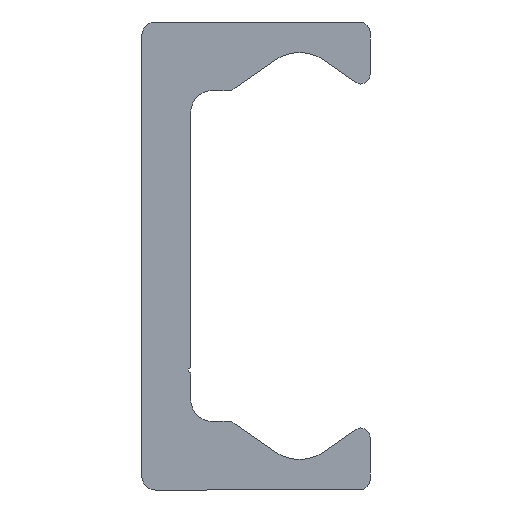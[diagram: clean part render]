
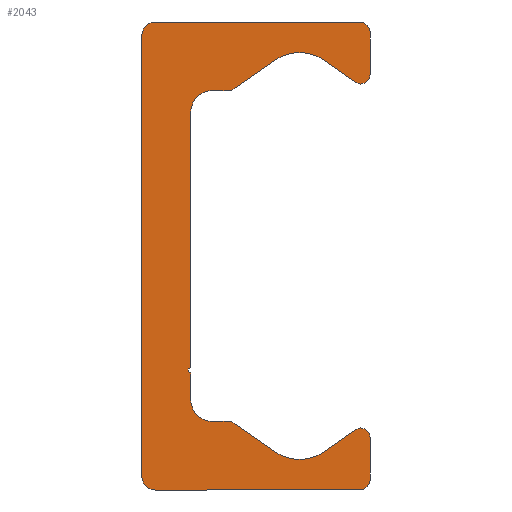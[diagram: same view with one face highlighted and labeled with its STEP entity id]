
A CAD part, left-side view. The second image highlights one B-rep face of the part: STEP entity #2043.
In plain terms, the highlighted planar face has unit normal (-1, 0, 0).
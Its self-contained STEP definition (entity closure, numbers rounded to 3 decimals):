
#1104=CARTESIAN_POINT('',(0.0,9.25,-21.5));
#1105=VERTEX_POINT('',#1104);
#1112=CARTESIAN_POINT('',(0.0,10.5,-20.25));
#1113=VERTEX_POINT('',#1112);
#1114=CARTESIAN_POINT('',(0.0,9.25,-20.25));
#1115=DIRECTION('',(1.0,0.0,0.0));
#1116=DIRECTION('',(0.0,0.0,-1.0));
#1117=AXIS2_PLACEMENT_3D('',#1114,#1115,#1116);
#1118=CIRCLE('',#1117,1.25);
#1119=EDGE_CURVE('',#1105,#1113,#1118,.T.);
#1143=CARTESIAN_POINT('',(0.0,-9.5,-21.5));
#1144=VERTEX_POINT('',#1143);
#1151=CARTESIAN_POINT('',(0.0,-9.5,-21.5));
#1152=DIRECTION('',(0.0,1.0,0.0));
#1153=VECTOR('',#1152,18.75);
#1154=LINE('',#1151,#1153);
#1155=EDGE_CURVE('',#1144,#1105,#1154,.T.);
#1175=CARTESIAN_POINT('',(0.0,-10.5,-20.5));
#1176=VERTEX_POINT('',#1175);
#1183=CARTESIAN_POINT('',(0.0,-9.5,-20.5));
#1184=DIRECTION('',(1.0,0.0,0.0));
#1185=DIRECTION('',(0.0,-1.0,0.0));
#1186=AXIS2_PLACEMENT_3D('',#1183,#1184,#1185);
#1187=CIRCLE('',#1186,1.0);
#1188=EDGE_CURVE('',#1176,#1144,#1187,.T.);
#1207=CARTESIAN_POINT('',(0.0,-10.5,-16.65));
#1208=VERTEX_POINT('',#1207);
#1215=CARTESIAN_POINT('',(0.0,-10.5,-16.65));
#1216=DIRECTION('',(0.0,0.0,-1.0));
#1217=VECTOR('',#1216,3.85);
#1218=LINE('',#1215,#1217);
#1219=EDGE_CURVE('',#1208,#1176,#1218,.T.);
#1239=CARTESIAN_POINT('',(0.0,-9.162,-15.954));
#1240=VERTEX_POINT('',#1239);
#1247=CARTESIAN_POINT('',(0.0,-9.65,-16.65));
#1248=DIRECTION('',(1.0,0.0,0.0));
#1249=DIRECTION('',(0.0,0.574,0.819));
#1250=AXIS2_PLACEMENT_3D('',#1247,#1248,#1249);
#1251=CIRCLE('',#1250,0.85);
#1252=EDGE_CURVE('',#1240,#1208,#1251,.T.);
#1271=CARTESIAN_POINT('',(0.0,-6.294,-17.962));
#1272=VERTEX_POINT('',#1271);
#1279=CARTESIAN_POINT('',(0.0,-6.294,-17.962));
#1280=DIRECTION('',(0.0,-0.819,0.574));
#1281=VECTOR('',#1280,3.501);
#1282=LINE('',#1279,#1281);
#1283=EDGE_CURVE('',#1272,#1240,#1282,.T.);
#1303=CARTESIAN_POINT('',(0.0,-1.706,-17.962));
#1304=VERTEX_POINT('',#1303);
#1311=CARTESIAN_POINT('',(0.0,-4.,-14.685));
#1312=DIRECTION('',(-1.0,0.0,0.0));
#1313=DIRECTION('',(0.0,0.574,0.819));
#1314=AXIS2_PLACEMENT_3D('',#1311,#1312,#1313);
#1315=CIRCLE('',#1314,4.0);
#1316=EDGE_CURVE('',#1304,#1272,#1315,.T.);
#1335=CARTESIAN_POINT('',(0.0,1.981,-15.381));
#1336=VERTEX_POINT('',#1335);
#1343=CARTESIAN_POINT('',(0.0,1.981,-15.381));
#1344=DIRECTION('',(0.0,-0.819,-0.574));
#1345=VECTOR('',#1344,4.5);
#1346=LINE('',#1343,#1345);
#1347=EDGE_CURVE('',#1336,#1304,#1346,.T.);
#1367=CARTESIAN_POINT('',(0.0,2.554,-15.2));
#1368=VERTEX_POINT('',#1367);
#1375=CARTESIAN_POINT('',(0.0,2.554,-16.2));
#1376=DIRECTION('',(1.0,0.0,0.0));
#1377=DIRECTION('',(0.0,0.0,1.0));
#1378=AXIS2_PLACEMENT_3D('',#1375,#1376,#1377);
#1379=CIRCLE('',#1378,1.);
#1380=EDGE_CURVE('',#1368,#1336,#1379,.T.);
#1399=CARTESIAN_POINT('',(0.0,4.0,-15.2));
#1400=VERTEX_POINT('',#1399);
#1407=CARTESIAN_POINT('',(0.0,4.0,-15.2));
#1408=DIRECTION('',(0.0,-1.0,0.0));
#1409=VECTOR('',#1408,1.446);
#1410=LINE('',#1407,#1409);
#1411=EDGE_CURVE('',#1400,#1368,#1410,.T.);
#1431=CARTESIAN_POINT('',(0.0,6.,-13.2));
#1432=VERTEX_POINT('',#1431);
#1439=CARTESIAN_POINT('',(0.0,4.,-13.2));
#1440=DIRECTION('',(-1.0,0.0,0.0));
#1441=DIRECTION('',(0.0,0.0,1.0));
#1442=AXIS2_PLACEMENT_3D('',#1439,#1440,#1441);
#1443=CIRCLE('',#1442,2.0);
#1444=EDGE_CURVE('',#1432,#1400,#1443,.T.);
#1463=CARTESIAN_POINT('',(0.0,6.,-10.75));
#1464=VERTEX_POINT('',#1463);
#1471=CARTESIAN_POINT('',(0.0,6.,-10.75));
#1472=DIRECTION('',(0.0,0.0,-1.0));
#1473=VECTOR('',#1472,2.45);
#1474=LINE('',#1471,#1473);
#1475=EDGE_CURVE('',#1464,#1432,#1474,.T.);
#1495=CARTESIAN_POINT('',(0.0,6.,-10.25));
#1496=VERTEX_POINT('',#1495);
#1503=CARTESIAN_POINT('',(0.0,6.,-10.5));
#1504=DIRECTION('',(-1.0,0.0,0.0));
#1505=DIRECTION('',(0.0,0.0,1.0));
#1506=AXIS2_PLACEMENT_3D('',#1503,#1504,#1505);
#1507=CIRCLE('',#1506,0.25);
#1508=EDGE_CURVE('',#1496,#1464,#1507,.T.);
#1527=CARTESIAN_POINT('',(0.0,6.,13.2));
#1528=VERTEX_POINT('',#1527);
#1535=CARTESIAN_POINT('',(0.0,6.,13.2));
#1536=DIRECTION('',(0.0,0.0,-1.0));
#1537=VECTOR('',#1536,23.45);
#1538=LINE('',#1535,#1537);
#1539=EDGE_CURVE('',#1528,#1496,#1538,.T.);
#1604=CARTESIAN_POINT('',(0.0,4.0,15.2));
#1605=VERTEX_POINT('',#1604);
#1612=CARTESIAN_POINT('',(0.0,4.,13.2));
#1613=DIRECTION('',(-1.0,0.0,0.0));
#1614=DIRECTION('',(0.0,-1.0,0.0));
#1615=AXIS2_PLACEMENT_3D('',#1612,#1613,#1614);
#1616=CIRCLE('',#1615,2.0);
#1617=EDGE_CURVE('',#1605,#1528,#1616,.T.);
#1636=CARTESIAN_POINT('',(0.0,2.554,15.2));
#1637=VERTEX_POINT('',#1636);
#1644=CARTESIAN_POINT('',(0.0,2.554,15.2));
#1645=DIRECTION('',(0.0,1.0,0.0));
#1646=VECTOR('',#1645,1.446);
#1647=LINE('',#1644,#1646);
#1648=EDGE_CURVE('',#1637,#1605,#1647,.T.);
#1668=CARTESIAN_POINT('',(0.0,1.981,15.381));
#1669=VERTEX_POINT('',#1668);
#1676=CARTESIAN_POINT('',(0.0,2.554,16.2));
#1677=DIRECTION('',(1.0,0.0,0.0));
#1678=DIRECTION('',(0.0,-0.574,-0.819));
#1679=AXIS2_PLACEMENT_3D('',#1676,#1677,#1678);
#1680=CIRCLE('',#1679,1.);
#1681=EDGE_CURVE('',#1669,#1637,#1680,.T.);
#1700=CARTESIAN_POINT('',(0.0,-1.706,17.962));
#1701=VERTEX_POINT('',#1700);
#1708=CARTESIAN_POINT('',(0.0,-1.706,17.962));
#1709=DIRECTION('',(0.0,0.819,-0.574));
#1710=VECTOR('',#1709,4.5);
#1711=LINE('',#1708,#1710);
#1712=EDGE_CURVE('',#1701,#1669,#1711,.T.);
#1732=CARTESIAN_POINT('',(0.0,-6.294,17.962));
#1733=VERTEX_POINT('',#1732);
#1740=CARTESIAN_POINT('',(0.0,-4.,14.685));
#1741=DIRECTION('',(-1.0,0.0,0.0));
#1742=DIRECTION('',(0.0,-0.574,-0.819));
#1743=AXIS2_PLACEMENT_3D('',#1740,#1741,#1742);
#1744=CIRCLE('',#1743,4.0);
#1745=EDGE_CURVE('',#1733,#1701,#1744,.T.);
#1764=CARTESIAN_POINT('',(0.0,-9.162,15.954));
#1765=VERTEX_POINT('',#1764);
#1772=CARTESIAN_POINT('',(0.0,-9.162,15.954));
#1773=DIRECTION('',(0.0,0.819,0.574));
#1774=VECTOR('',#1773,3.501);
#1775=LINE('',#1772,#1774);
#1776=EDGE_CURVE('',#1765,#1733,#1775,.T.);
#1796=CARTESIAN_POINT('',(0.0,-10.5,16.65));
#1797=VERTEX_POINT('',#1796);
#1804=CARTESIAN_POINT('',(0.0,-9.65,16.65));
#1805=DIRECTION('',(1.0,0.0,0.0));
#1806=DIRECTION('',(0.0,-1.0,0.0));
#1807=AXIS2_PLACEMENT_3D('',#1804,#1805,#1806);
#1808=CIRCLE('',#1807,0.85);
#1809=EDGE_CURVE('',#1797,#1765,#1808,.T.);
#1828=CARTESIAN_POINT('',(0.0,-10.5,20.5));
#1829=VERTEX_POINT('',#1828);
#1836=CARTESIAN_POINT('',(0.0,-10.5,20.5));
#1837=DIRECTION('',(0.0,0.0,-1.0));
#1838=VECTOR('',#1837,3.85);
#1839=LINE('',#1836,#1838);
#1840=EDGE_CURVE('',#1829,#1797,#1839,.T.);
#1860=CARTESIAN_POINT('',(0.0,-9.5,21.5));
#1861=VERTEX_POINT('',#1860);
#1868=CARTESIAN_POINT('',(0.0,-9.5,20.5));
#1869=DIRECTION('',(1.0,0.0,0.0));
#1870=DIRECTION('',(0.0,0.0,1.0));
#1871=AXIS2_PLACEMENT_3D('',#1868,#1869,#1870);
#1872=CIRCLE('',#1871,1.0);
#1873=EDGE_CURVE('',#1861,#1829,#1872,.T.);
#1892=CARTESIAN_POINT('',(0.0,9.25,21.5));
#1893=VERTEX_POINT('',#1892);
#1900=CARTESIAN_POINT('',(0.0,9.25,21.5));
#1901=DIRECTION('',(0.0,-1.0,0.0));
#1902=VECTOR('',#1901,18.75);
#1903=LINE('',#1900,#1902);
#1904=EDGE_CURVE('',#1893,#1861,#1903,.T.);
#1924=CARTESIAN_POINT('',(0.0,10.5,20.25));
#1925=VERTEX_POINT('',#1924);
#1932=CARTESIAN_POINT('',(0.0,9.25,20.25));
#1933=DIRECTION('',(1.0,0.0,0.0));
#1934=DIRECTION('',(0.0,1.0,0.0));
#1935=AXIS2_PLACEMENT_3D('',#1932,#1933,#1934);
#1936=CIRCLE('',#1935,1.25);
#1937=EDGE_CURVE('',#1925,#1893,#1936,.T.);
#1955=CARTESIAN_POINT('',(0.0,10.5,-20.25));
#1956=DIRECTION('',(0.0,0.0,1.0));
#1957=VECTOR('',#1956,40.5);
#1958=LINE('',#1955,#1957);
#1959=EDGE_CURVE('',#1113,#1925,#1958,.T.);
#2010=CARTESIAN_POINT('',(0.0,2.66,-0.019));
#2011=DIRECTION('',(1.0,0.0,0.0));
#2012=DIRECTION('',(0.0,0.0,-1.0));
#2013=AXIS2_PLACEMENT_3D('',#2010,#2011,#2012);
#2014=PLANE('',#2013);
#2015=ORIENTED_EDGE('',*,*,#1959,.F.);
#2016=ORIENTED_EDGE('',*,*,#1119,.F.);
#2017=ORIENTED_EDGE('',*,*,#1155,.F.);
#2018=ORIENTED_EDGE('',*,*,#1188,.F.);
#2019=ORIENTED_EDGE('',*,*,#1219,.F.);
#2020=ORIENTED_EDGE('',*,*,#1252,.F.);
#2021=ORIENTED_EDGE('',*,*,#1283,.F.);
#2022=ORIENTED_EDGE('',*,*,#1316,.F.);
#2023=ORIENTED_EDGE('',*,*,#1347,.F.);
#2024=ORIENTED_EDGE('',*,*,#1380,.F.);
#2025=ORIENTED_EDGE('',*,*,#1411,.F.);
#2026=ORIENTED_EDGE('',*,*,#1444,.F.);
#2027=ORIENTED_EDGE('',*,*,#1475,.F.);
#2028=ORIENTED_EDGE('',*,*,#1508,.F.);
#2029=ORIENTED_EDGE('',*,*,#1539,.F.);
#2030=ORIENTED_EDGE('',*,*,#1617,.F.);
#2031=ORIENTED_EDGE('',*,*,#1648,.F.);
#2032=ORIENTED_EDGE('',*,*,#1681,.F.);
#2033=ORIENTED_EDGE('',*,*,#1712,.F.);
#2034=ORIENTED_EDGE('',*,*,#1745,.F.);
#2035=ORIENTED_EDGE('',*,*,#1776,.F.);
#2036=ORIENTED_EDGE('',*,*,#1809,.F.);
#2037=ORIENTED_EDGE('',*,*,#1840,.F.);
#2038=ORIENTED_EDGE('',*,*,#1873,.F.);
#2039=ORIENTED_EDGE('',*,*,#1904,.F.);
#2040=ORIENTED_EDGE('',*,*,#1937,.F.);
#2041=EDGE_LOOP('',(#2015,#2016,#2017,#2018,#2019,#2020,#2021,#2022,#2023,#2024,#2025,#2026,#2027,#2028,#2029,#2030,#2031,#2032,#2033,#2034,#2035,#2036,#2037,#2038,#2039,#2040));
#2042=FACE_OUTER_BOUND('',#2041,.T.);
#2043=ADVANCED_FACE('',(#2042),#2014,.F.);
